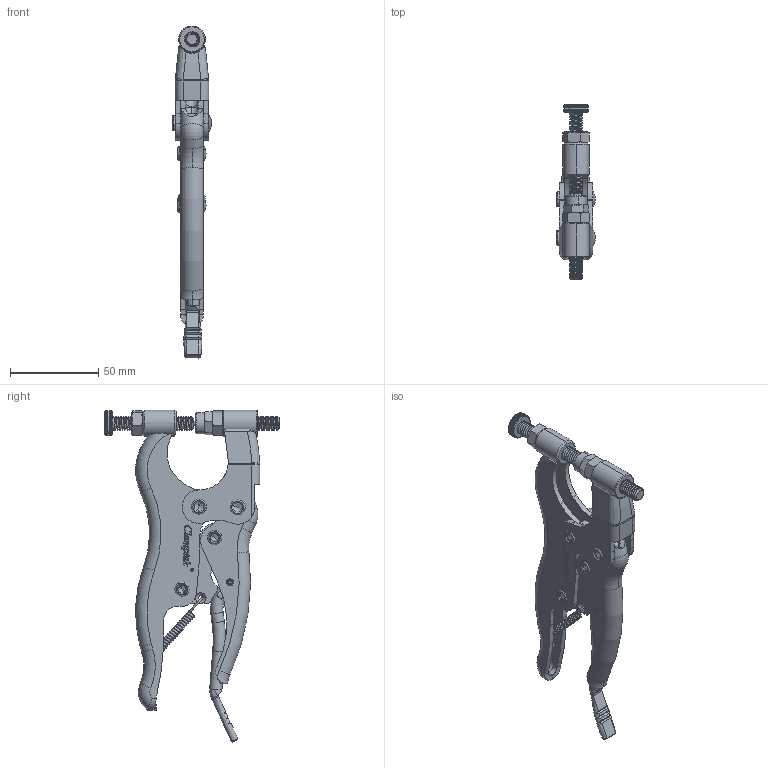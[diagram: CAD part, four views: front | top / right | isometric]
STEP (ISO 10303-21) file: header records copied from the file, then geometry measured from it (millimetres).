
FILE_DESCRIPTION (( 'STEP AP203' ), '1' );
FILE_NAME ('CH-51010.STEP', '2017-12-04T12:26:17', ( 'Windows' ), ( 'Microsoft' ), 'SwSTEP 2.0', 'SolidWorks 2015', '' );
FILE_SCHEMA (( 'CONFIG_CONTROL_DESIGN' ));
Length unit declared in the file: millimetre
Products named in the file (15): CH-51010-11; CH-51010-07; CH-51010-04 LABOR-SAVING HANDLE; CH-51010-12; CH-51010-10; CH-51010-03 HANDLE; CH-51010; CH-51010-05 CONNECTING-PLATE; CH-SA-56112  SPINDLE SUPPLIED; CH-SA-56112 NUT; CH-51010-01 SUPPORT_默认<按加工>; CH-51010-09; CH-51010-02 BAR_默认<按加工>; CH-51010-08; CH-51010-06
Assembly tree (17 placements, depth 2):
  CH-51010
    CH-51010-01 SUPPORT_默认<按加工>
    CH-51010-02 BAR_默认<按加工>
    CH-51010-06
    CH-51010-07
    CH-51010-12
    CH-51010-03 HANDLE
    CH-51010-05 CONNECTING-PLATE
    CH-SA-56112  SPINDLE SUPPLIED
    CH-SA-56112 NUT  x2
    CH-51010-09  x2
    CH-51010-08  x2
    CH-51010-11
    CH-51010-04 LABOR-SAVING HANDLE
    CH-51010-10
Bounding box: 22 x 99.08 x 188.2 mm (x, y, z)
Volume: 39870.6 mm3; surface area: 51433.4 mm2
Topology: 21 solids, 27 shells, 1265 faces, 3424 edges, 2224 vertices
Faces by surface type: plane 442, cylinder 421, bspline 254, cone 80, torus 68
Entity records: 63117 total; most frequent: CARTESIAN_POINT 33686, ORIENTED_EDGE 6506, DIRECTION 4832, EDGE_CURVE 3255, VERTEX_POINT 2132, VECTOR 1626, LINE 1626, AXIS2_PLACEMENT_3D 1603
